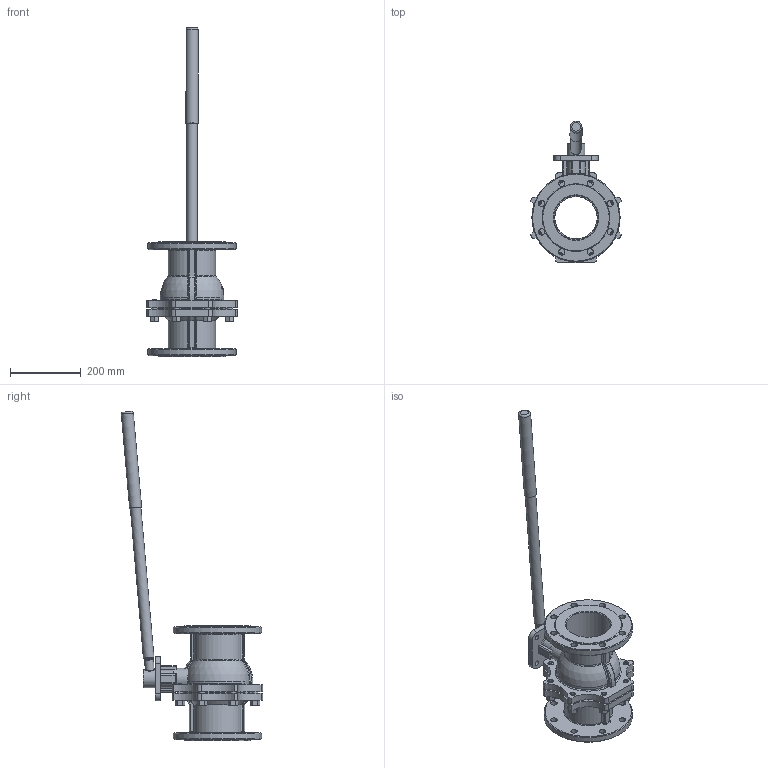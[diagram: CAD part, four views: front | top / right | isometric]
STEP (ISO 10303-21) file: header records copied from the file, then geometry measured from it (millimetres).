
FILE_DESCRIPTION(/* description */ (''),/* implementation_level */ '2;1');
FILE_NAME(/* name */ 'DN125_3D_STEP.stp',/* time_stamp */ '2023-12-14T15:01:21+03:00',/* author */ ('igorr'),/* organization */ (''),/* preprocessor_version */ 'ST-DEVELOPER v19.2',/* originating_system */ 'Autodesk Inventor 2023',/* authorisation */ '');
FILE_SCHEMA (('AUTOMOTIVE_DESIGN { 1 0 10303 214 3 1 1 }'));
Length unit declared in the file: millimetre
Products named in the file (9): Сборка; Деталь1; Деталь3; Деталь2; Деталь4; Деталь5; Деталь6; AS 1421 - M16 x 60 засверленный 
конец; ANSI B18.2.4.2M - M16x2
Assembly tree (23 placements, depth 2):
  Сборка
    Деталь1
    Деталь3
    Деталь4  x2
    Деталь2
    Деталь5
    Деталь6
    AS 1421 - M16 x 60 засверленный 
конец  x8
    ANSI B18.2.4.2M - M16x2  x8
Bounding box: 255.45 x 400 x 931.73 mm (x, y, z)
Volume: 5267400.8 mm3; surface area: 911754.5 mm2
Topology: 23 solids, 23 shells, 696 faces, 1706 edges, 1049 vertices
Faces by surface type: plane 296, cylinder 168, cone 158, bspline 36, torus 21, sphere 17
Full cylindrical faces by diameter (mm): 13.835 x8, 14 x4, 15 x16, 16 x8, 18 x16, 25 x1, 30 x1, 34.147 x1, 50 x2, 60 x1, 120 x5, 125 x1, 130 x4, 146.57 x1, 160 x2, 188 x2, 200 x2, 250 x2
Entity records: 15534 total; most frequent: CARTESIAN_POINT 4552, DIRECTION 2194, ORIENTED_EDGE 2144, EDGE_CURVE 1072, AXIS2_PLACEMENT_3D 888, VERTEX_POINT 686, EDGE_LOOP 499, CIRCLE 460
